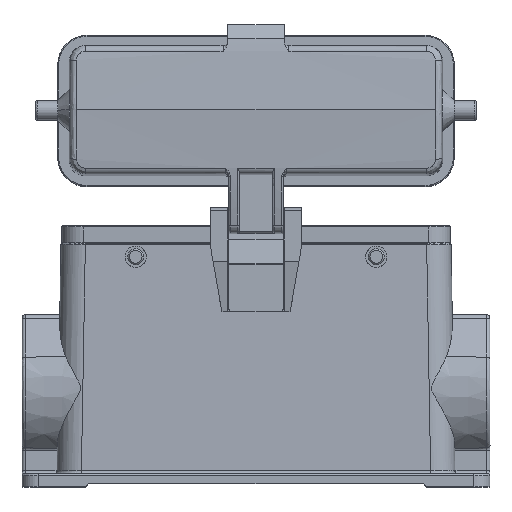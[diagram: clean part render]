
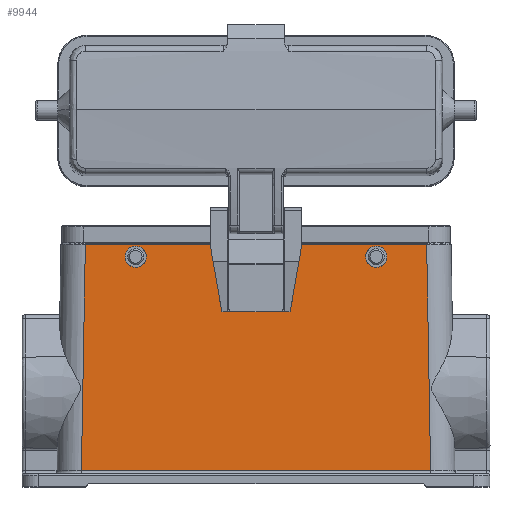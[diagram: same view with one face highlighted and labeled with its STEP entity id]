
A CAD part, top view. The second image highlights one B-rep face of the part: STEP entity #9944.
In plain terms, the highlighted planar face has unit normal (0, 0.018, 1).
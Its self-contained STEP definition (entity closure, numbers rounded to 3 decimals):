
#1556 = EDGE_LOOP ( 'NONE', ( #22085, #22084 ) ) ;
#1557 = EDGE_LOOP ( 'NONE', ( #22083, #22081, #22082, #22080 ) ) ;
#2332 = EDGE_LOOP ( 'NONE', ( #22074, #22075 ) ) ;
#3397 = CARTESIAN_POINT ( 'NONE',  ( 40.25, 46.805, 21.573 ) ) ;
#3398 = CARTESIAN_POINT ( 'NONE',  ( 40.25, 53.305, 21.46 ) ) ;
#3399 = CARTESIAN_POINT ( 'NONE',  ( 33.75, 53.305, 21.46 ) ) ;
#3400 = CARTESIAN_POINT ( 'NONE',  ( 33.75, 46.805, 21.573 ) ) ;
#3407 = CARTESIAN_POINT ( 'NONE',  ( 33.75, 46.805, 21.573 ) ) ;
#3408 = CARTESIAN_POINT ( 'NONE',  ( 33.75, 40.305, 21.687 ) ) ;
#3409 = CARTESIAN_POINT ( 'NONE',  ( 40.25, 40.305, 21.687 ) ) ;
#3410 = CARTESIAN_POINT ( 'NONE',  ( 40.25, 46.805, 21.573 ) ) ;
#3444 = LINE ( 'NONE', #3445, #13994 ) ;
#3445 = CARTESIAN_POINT ( 'NONE',  ( -63.061, 50.513, 21.509 ) ) ;
#3446 = DIRECTION ( 'NONE',  ( -1., 0., 0. ) ) ;
#3447 = CARTESIAN_POINT ( 'NONE',  ( -33.75, 46.805, 21.573 ) ) ;
#3448 = CARTESIAN_POINT ( 'NONE',  ( -33.75, 40.305, 21.687 ) ) ;
#3449 = CARTESIAN_POINT ( 'NONE',  ( -40.25, 40.305, 21.687 ) ) ;
#3450 = CARTESIAN_POINT ( 'NONE',  ( -40.25, 46.805, 21.573 ) ) ;
#3452 = LINE ( 'NONE', #3453, #13995 ) ;
#3453 = CARTESIAN_POINT ( 'NONE',  ( 53.723, -19.013, 22.722 ) ) ;
#3454 = DIRECTION ( 'NONE',  ( -0.017, 1., -0.017 ) ) ;
#3455 = LINE ( 'NONE', #3456, #13996 ) ;
#3456 = CARTESIAN_POINT ( 'NONE',  ( -52.51, 50.513, 21.509 ) ) ;
#3457 = DIRECTION ( 'NONE',  ( -0.017, -1., 0.017 ) ) ;
#3458 = LINE ( 'NONE', #3459, #13997 ) ;
#3459 = CARTESIAN_POINT ( 'NONE',  ( -63.061, -19.013, 22.722 ) ) ;
#3460 = DIRECTION ( 'NONE',  ( 1., 0., 0. ) ) ;
#4268 = VERTEX_POINT ( 'NONE', #7599 ) ;
#4272 = VERTEX_POINT ( 'NONE', #7603 ) ;
#4814 = VERTEX_POINT ( 'NONE', #6564 ) ;
#4815 = VERTEX_POINT ( 'NONE', #6565 ) ;
#4853 = VERTEX_POINT ( 'NONE', #6603 ) ;
#4857 = VERTEX_POINT ( 'NONE', #6607 ) ;
#4860 = VERTEX_POINT ( 'NONE', #6610 ) ;
#4862 = VERTEX_POINT ( 'NONE', #6612 ) ;
#6564 = CARTESIAN_POINT ( 'NONE',  ( -40.25, 46.805, 21.573 ) ) ;
#6565 = CARTESIAN_POINT ( 'NONE',  ( -33.75, 46.805, 21.573 ) ) ;
#6603 = CARTESIAN_POINT ( 'NONE',  ( -53.723, -19.013, 22.722 ) ) ;
#6607 = CARTESIAN_POINT ( 'NONE',  ( 53.723, -19.013, 22.722 ) ) ;
#6610 = CARTESIAN_POINT ( 'NONE',  ( 40.25, 46.805, 21.573 ) ) ;
#6612 = CARTESIAN_POINT ( 'NONE',  ( 33.75, 46.805, 21.573 ) ) ;
#7599 = CARTESIAN_POINT ( 'NONE',  ( 52.51, 50.513, 21.509 ) ) ;
#7603 = CARTESIAN_POINT ( 'NONE',  ( -52.51, 50.513, 21.509 ) ) ;
#8151 = FACE_BOUND ( 'NONE', #1556, .T. ) ;
#8158 = FACE_OUTER_BOUND ( 'NONE', #1557, .T. ) ;
#8161 = FACE_BOUND ( 'NONE', #2332, .T. ) ;
#8163 = AXIS2_PLACEMENT_3D ( 'NONE', #9335, #9336, #9337 ) ;
#9334 = PLANE ( 'NONE',  #8163 ) ;
#9335 = CARTESIAN_POINT ( 'NONE',  ( -63.061, 51.005, 21.5 ) ) ;
#9336 = DIRECTION ( 'NONE',  ( 0., 0.017, 1. ) ) ;
#9337 = DIRECTION ( 'NONE',  ( 0., -1., 0.017 ) ) ;
#9944 = ADVANCED_FACE ( 'NONE', ( #8151, #8158, #8161 ), #9334, .T. ) ;
#13994 = VECTOR ( 'NONE', #3446, 1000. ) ;
#13995 = VECTOR ( 'NONE', #3454, 1000. ) ;
#13996 = VECTOR ( 'NONE', #3457, 1000. ) ;
#13997 = VECTOR ( 'NONE', #3460, 1000. ) ;
#14436 =( BOUNDED_CURVE ( )  B_SPLINE_CURVE ( 3, ( #14843, #14844, #14845, #14846 ),
 .UNSPECIFIED., .F., .F. ) 
 B_SPLINE_CURVE_WITH_KNOTS ( ( 4, 4 ),
 ( 4.712, 7.854 ),
 .UNSPECIFIED. ) 
 CURVE ( )  GEOMETRIC_REPRESENTATION_ITEM ( )  RATIONAL_B_SPLINE_CURVE ( ( 1., 0.333, 0.333, 1. ) ) 
 REPRESENTATION_ITEM ( '' )  );
#14843 = CARTESIAN_POINT ( 'NONE',  ( -40.25, 46.805, 21.573 ) ) ;
#14844 = CARTESIAN_POINT ( 'NONE',  ( -40.25, 53.305, 21.46 ) ) ;
#14845 = CARTESIAN_POINT ( 'NONE',  ( -33.75, 53.305, 21.46 ) ) ;
#14846 = CARTESIAN_POINT ( 'NONE',  ( -33.75, 46.805, 21.573 ) ) ;
#22074 = ORIENTED_EDGE ( 'NONE', *, *, #23175, .F. ) ;
#22075 = ORIENTED_EDGE ( 'NONE', *, *, #23172, .F. ) ;
#22080 = ORIENTED_EDGE ( 'NONE', *, *, #23191, .T. ) ;
#22081 = ORIENTED_EDGE ( 'NONE', *, *, #23187, .T. ) ;
#22082 = ORIENTED_EDGE ( 'NONE', *, *, #23190, .T. ) ;
#22083 = ORIENTED_EDGE ( 'NONE', *, *, #23189, .T. ) ;
#22084 = ORIENTED_EDGE ( 'NONE', *, *, #23188, .T. ) ;
#22085 = ORIENTED_EDGE ( 'NONE', *, *, #23310, .T. ) ;
#22667 =( BOUNDED_CURVE ( )  B_SPLINE_CURVE ( 3, ( #3397, #3398, #3399, #3400 ),
 .UNSPECIFIED., .F., .F. ) 
 B_SPLINE_CURVE_WITH_KNOTS ( ( 4, 4 ),
 ( 4.712, 7.854 ),
 .UNSPECIFIED. ) 
 CURVE ( )  GEOMETRIC_REPRESENTATION_ITEM ( )  RATIONAL_B_SPLINE_CURVE ( ( 1., 0.333, 0.333, 1. ) ) 
 REPRESENTATION_ITEM ( '' )  );
#22669 =( BOUNDED_CURVE ( )  B_SPLINE_CURVE ( 3, ( #3407, #3408, #3409, #3410 ),
 .UNSPECIFIED., .F., .F. ) 
 B_SPLINE_CURVE_WITH_KNOTS ( ( 4, 4 ),
 ( 1.571, 4.712 ),
 .UNSPECIFIED. ) 
 CURVE ( )  GEOMETRIC_REPRESENTATION_ITEM ( )  RATIONAL_B_SPLINE_CURVE ( ( 1., 0.333, 0.333, 1. ) ) 
 REPRESENTATION_ITEM ( '' )  );
#22678 =( BOUNDED_CURVE ( )  B_SPLINE_CURVE ( 3, ( #3447, #3448, #3449, #3450 ),
 .UNSPECIFIED., .F., .F. ) 
 B_SPLINE_CURVE_WITH_KNOTS ( ( 4, 4 ),
 ( 1.571, 4.712 ),
 .UNSPECIFIED. ) 
 CURVE ( )  GEOMETRIC_REPRESENTATION_ITEM ( )  RATIONAL_B_SPLINE_CURVE ( ( 1., 0.333, 0.333, 1. ) ) 
 REPRESENTATION_ITEM ( '' )  );
#23172 = EDGE_CURVE ( 'NONE', #4860, #4862, #22667, .T. ) ;
#23175 = EDGE_CURVE ( 'NONE', #4862, #4860, #22669, .T. ) ;
#23187 = EDGE_CURVE ( 'NONE', #4268, #4272, #3444, .T. ) ;
#23188 = EDGE_CURVE ( 'NONE', #4815, #4814, #22678, .T. ) ;
#23189 = EDGE_CURVE ( 'NONE', #4857, #4268, #3452, .T. ) ;
#23190 = EDGE_CURVE ( 'NONE', #4272, #4853, #3455, .T. ) ;
#23191 = EDGE_CURVE ( 'NONE', #4853, #4857, #3458, .T. ) ;
#23310 = EDGE_CURVE ( 'NONE', #4814, #4815, #14436, .T. ) ;
